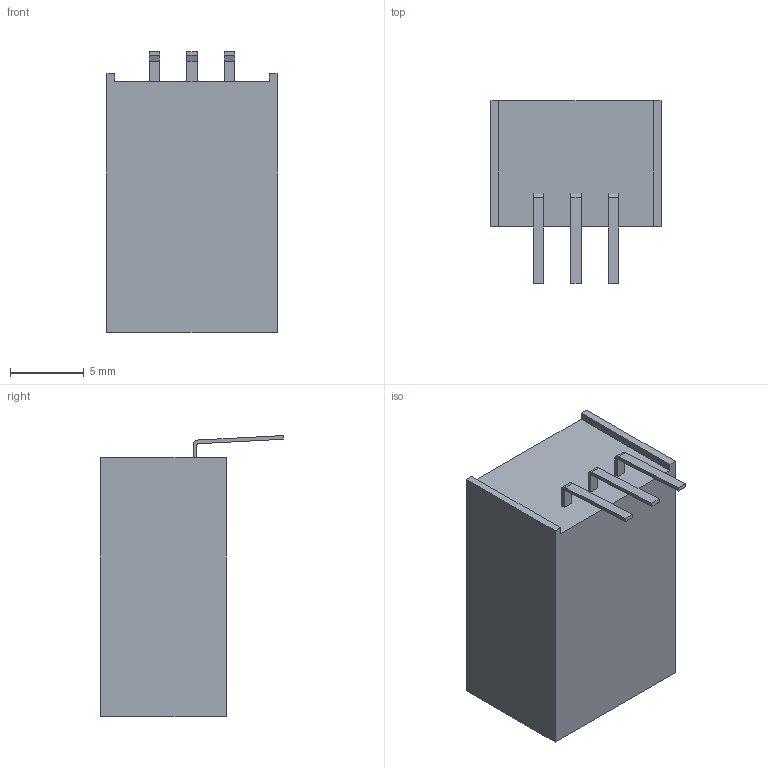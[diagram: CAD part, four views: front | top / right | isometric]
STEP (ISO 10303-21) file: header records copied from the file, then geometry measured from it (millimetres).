
FILE_DESCRIPTION(/* description */ (''),/* implementation_level */ '2;1');
FILE_NAME(/* name */ 'R-78HBxx-0.5L.step',/* time_stamp */ '2019-08-01T10:05:52-07:00',/* author */ (''),/* organization */ (''),/* preprocessor_version */ 'ST-DEVELOPER v18',/* originating_system */ 'Autodesk Translation Framework v8.2.0.1029',/* authorisation */ '');
FILE_SCHEMA (('AUTOMOTIVE_DESIGN { 1 0 10303 214 3 1 1 }'));
Length unit declared in the file: millimetre
Products named in the file (1): R-78HBxx-0.5L
Bounding box: 11.5 x 12.36 x 19 mm (x, y, z)
Volume: 1669.1 mm3; surface area: 936.3 mm2
Topology: 1 solids, 1 shells, 39 faces, 99 edges, 66 vertices
Faces by surface type: plane 32, cylinder 7
Full cylindrical faces by diameter (mm): 0.7 x1
Entity records: 1260 total; most frequent: CARTESIAN_POINT 205, ORIENTED_EDGE 198, DIRECTION 193, EDGE_CURVE 99, LINE 85, VECTOR 85, VERTEX_POINT 66, AXIS2_PLACEMENT_3D 54
